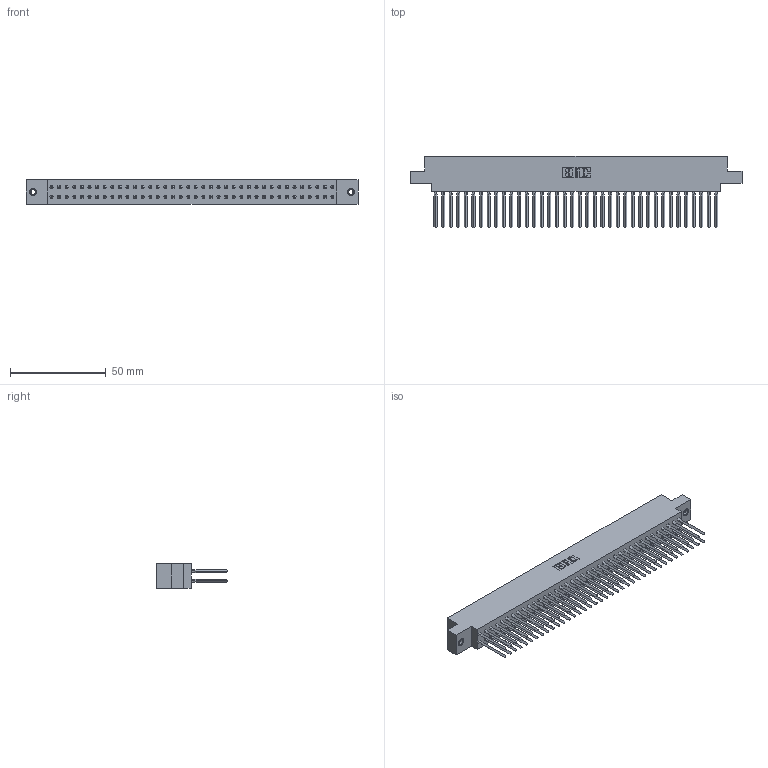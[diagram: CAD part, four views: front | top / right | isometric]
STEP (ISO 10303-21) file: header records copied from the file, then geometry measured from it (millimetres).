
FILE_DESCRIPTION (( 'STEP AP203' ), '1' );
FILE_NAME ('317-076-540-878.STEP', '2020-02-28T08:19:23', ( '' ), ( '' ), 'SwSTEP 2.0', 'SolidWorks 2016', '' );
FILE_SCHEMA (( 'CONFIG_CONTROL_DESIGN' ));
Length unit declared in the file: inch
Products named in the file (4): 317-290-001_540; 317 Part_.156 Dia - TI; 345-250-001_345-250-003-102; 317-076-540-878
Assembly tree (79 placements, depth 2):
  317-076-540-878
    317 Part_.156 Dia - TI
    317-290-001_540  x76
    345-250-001_345-250-003-102  x2
Bounding box: 173.28 x 37.34 x 12.7 mm (x, y, z)
Volume: 28939.8 mm3; surface area: 43017.9 mm2
Topology: 79 solids, 79 shells, 6926 faces, 19183 edges, 12350 vertices
Faces by surface type: plane 5638, cylinder 968, bspline 304, cone 12, torus 4
Entity records: 56673 total; most frequent: CARTESIAN_POINT 10274, ORIENTED_EDGE 9766, DIRECTION 8187, EDGE_CURVE 4883, LINE 4607, VECTOR 4607, VERTEX_POINT 3245, AXIS2_PLACEMENT_3D 1790
